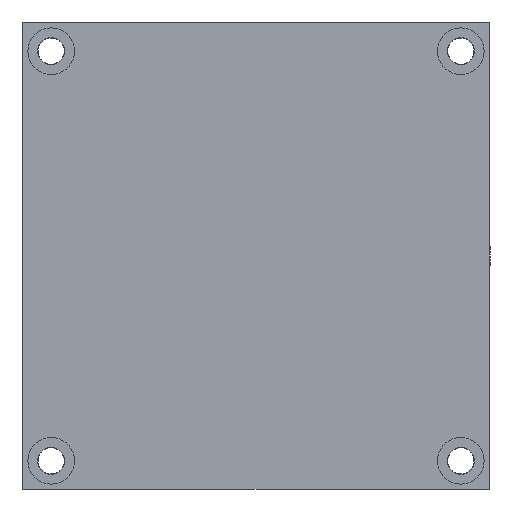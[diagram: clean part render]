
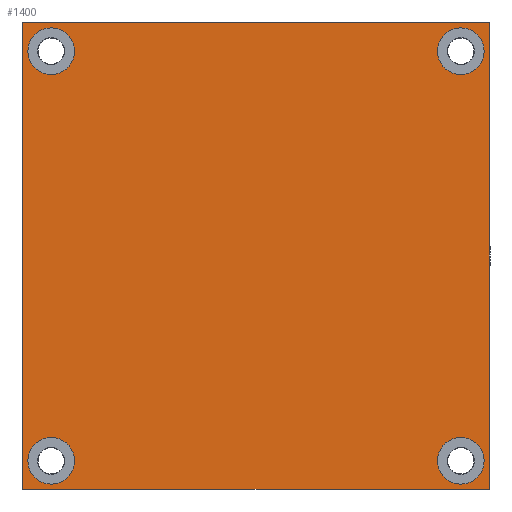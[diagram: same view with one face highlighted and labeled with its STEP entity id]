
A CAD part, front view. The second image highlights one B-rep face of the part: STEP entity #1400.
In plain terms, the highlighted planar face has unit normal (0, -1, 0).
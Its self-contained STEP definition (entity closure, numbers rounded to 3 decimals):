
#86=FACE_BOUND('',#493,.T.);
#87=FACE_BOUND('',#494,.T.);
#88=FACE_BOUND('',#495,.T.);
#89=FACE_BOUND('',#496,.T.);
#152=LINE('',#2541,#223);
#154=LINE('',#2546,#225);
#156=LINE('',#2550,#227);
#157=LINE('',#2551,#228);
#223=VECTOR('',#2039,10.);
#225=VECTOR('',#2043,10.);
#227=VECTOR('',#2047,10.);
#228=VECTOR('',#2048,10.);
#370=FACE_OUTER_BOUND('',#492,.T.);
#492=EDGE_LOOP('',(#1155,#1156,#1157,#1158));
#493=EDGE_LOOP('',(#1159));
#494=EDGE_LOOP('',(#1160));
#495=EDGE_LOOP('',(#1161));
#496=EDGE_LOOP('',(#1162));
#589=CIRCLE('',#1604,9.);
#594=CIRCLE('',#1613,9.);
#599=CIRCLE('',#1622,9.);
#604=CIRCLE('',#1631,9.);
#693=VERTEX_POINT('',#2441);
#698=VERTEX_POINT('',#2457);
#703=VERTEX_POINT('',#2473);
#708=VERTEX_POINT('',#2489);
#720=VERTEX_POINT('',#2535);
#722=VERTEX_POINT('',#2539);
#724=VERTEX_POINT('',#2544);
#725=VERTEX_POINT('',#2549);
#831=EDGE_CURVE('',#693,#693,#589,.T.);
#838=EDGE_CURVE('',#698,#698,#594,.T.);
#845=EDGE_CURVE('',#703,#703,#599,.T.);
#852=EDGE_CURVE('',#708,#708,#604,.T.);
#876=EDGE_CURVE('',#720,#722,#152,.T.);
#878=EDGE_CURVE('',#724,#722,#154,.T.);
#880=EDGE_CURVE('',#724,#725,#156,.T.);
#881=EDGE_CURVE('',#725,#720,#157,.T.);
#1155=ORIENTED_EDGE('',*,*,#880,.T.);
#1156=ORIENTED_EDGE('',*,*,#881,.T.);
#1157=ORIENTED_EDGE('',*,*,#876,.T.);
#1158=ORIENTED_EDGE('',*,*,#878,.F.);
#1159=ORIENTED_EDGE('',*,*,#831,.T.);
#1160=ORIENTED_EDGE('',*,*,#838,.T.);
#1161=ORIENTED_EDGE('',*,*,#845,.T.);
#1162=ORIENTED_EDGE('',*,*,#852,.T.);
#1319=PLANE('',#1656);
#1400=ADVANCED_FACE('',(#370,#86,#87,#88,#89),#1319,.T.);
#1604=AXIS2_PLACEMENT_3D('',#2442,#1918,#1919);
#1613=AXIS2_PLACEMENT_3D('',#2458,#1938,#1939);
#1622=AXIS2_PLACEMENT_3D('',#2474,#1958,#1959);
#1631=AXIS2_PLACEMENT_3D('',#2490,#1978,#1979);
#1656=AXIS2_PLACEMENT_3D('',#2548,#2045,#2046);
#1918=DIRECTION('center_axis',(0.,1.,0.));
#1919=DIRECTION('ref_axis',(1.,0.,0.));
#1938=DIRECTION('center_axis',(0.,1.,0.));
#1939=DIRECTION('ref_axis',(1.,0.,0.));
#1958=DIRECTION('center_axis',(0.,1.,0.));
#1959=DIRECTION('ref_axis',(1.,0.,0.));
#1978=DIRECTION('center_axis',(0.,1.,0.));
#1979=DIRECTION('ref_axis',(1.,0.,0.));
#2039=DIRECTION('',(1.,0.,0.));
#2043=DIRECTION('',(0.,0.,-1.));
#2045=DIRECTION('center_axis',(0.,-1.,0.));
#2046=DIRECTION('ref_axis',(0.,0.,-1.));
#2047=DIRECTION('',(-1.,0.,0.));
#2048=DIRECTION('',(0.,0.,-1.));
#2441=CARTESIAN_POINT('',(-88.,-32.,-79.));
#2442=CARTESIAN_POINT('Origin',(-79.,-32.,-79.));
#2457=CARTESIAN_POINT('',(70.,-32.,-79.));
#2458=CARTESIAN_POINT('Origin',(79.,-32.,-79.));
#2473=CARTESIAN_POINT('',(70.,-32.,79.));
#2474=CARTESIAN_POINT('Origin',(79.,-32.,79.));
#2489=CARTESIAN_POINT('',(-88.,-32.,79.));
#2490=CARTESIAN_POINT('Origin',(-79.,-32.,79.));
#2535=CARTESIAN_POINT('',(-90.,-32.,-90.));
#2539=CARTESIAN_POINT('',(90.,-32.,-90.));
#2541=CARTESIAN_POINT('',(90.,-32.,-90.));
#2544=CARTESIAN_POINT('',(90.,-32.,90.));
#2546=CARTESIAN_POINT('',(90.,-32.,0.));
#2548=CARTESIAN_POINT('Origin',(90.,-32.,0.));
#2549=CARTESIAN_POINT('',(-90.,-32.,90.));
#2550=CARTESIAN_POINT('',(90.,-32.,90.));
#2551=CARTESIAN_POINT('',(-90.,-32.,0.));
